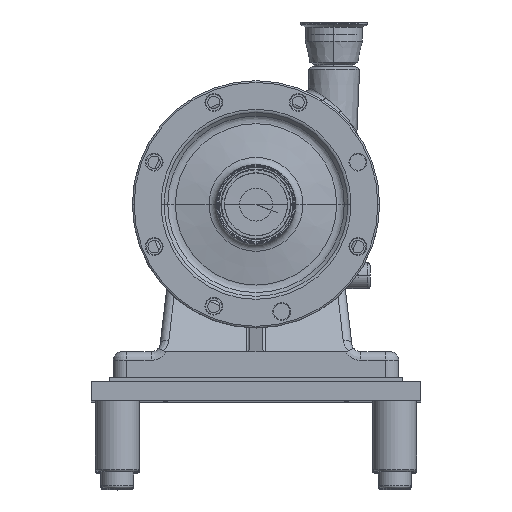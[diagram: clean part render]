
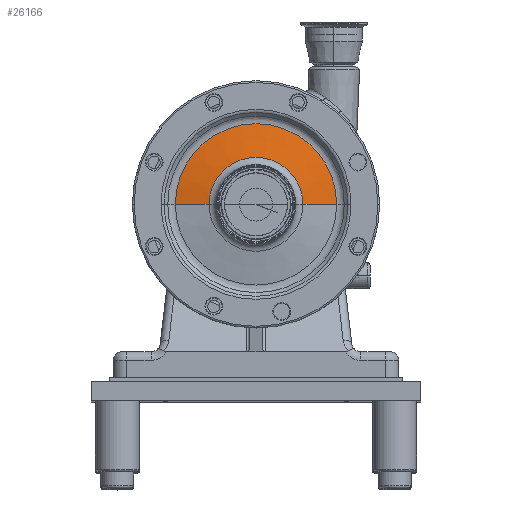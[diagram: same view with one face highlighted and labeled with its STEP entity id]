
A CAD part, top view. The second image highlights one B-rep face of the part: STEP entity #26166.
In plain terms, the highlighted conical face has half-angle 80 degrees and reference radius 93.263 mm.
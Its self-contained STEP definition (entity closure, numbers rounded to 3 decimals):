
#1549 = EDGE_CURVE ( 'NONE', #5044, #12000, #29504, .T. ) ;
#1679 = CARTESIAN_POINT ( 'NONE',  ( 0., 0., 40.789 ) ) ;
#2019 = DIRECTION ( 'NONE',  ( 0.985, 0., -0.174 ) ) ;
#3348 = DIRECTION ( 'NONE',  ( 1., 0., 0. ) ) ;
#3486 = VECTOR ( 'NONE', #2019, 1000. ) ;
#4237 = VERTEX_POINT ( 'NONE', #17125 ) ;
#4528 = AXIS2_PLACEMENT_3D ( 'NONE', #1679, #18928, #28852 ) ;
#5044 = VERTEX_POINT ( 'NONE', #8866 ) ;
#5484 = CIRCLE ( 'NONE', #23665, 93.264 ) ;
#6960 = CARTESIAN_POINT ( 'NONE',  ( 0., 0., 33.912 ) ) ;
#7844 = ORIENTED_EDGE ( 'NONE', *, *, #24845, .T. ) ;
#8342 = VERTEX_POINT ( 'NONE', #26745 ) ;
#8866 = CARTESIAN_POINT ( 'NONE',  ( 54.264, 0., 40.789 ) ) ;
#9300 = EDGE_CURVE ( 'NONE', #5044, #4237, #18580, .T. ) ;
#9542 = DIRECTION ( 'NONE',  ( 0., 0., -1. ) ) ;
#10805 = LINE ( 'NONE', #18470, #24152 ) ;
#12000 = VERTEX_POINT ( 'NONE', #27324 ) ;
#16037 = CARTESIAN_POINT ( 'NONE',  ( 0., 0., 33.912 ) ) ;
#17125 = CARTESIAN_POINT ( 'NONE',  ( -54.264, 0., 40.789 ) ) ;
#17915 = AXIS2_PLACEMENT_3D ( 'NONE', #6960, #9542, #19465 ) ;
#18470 = CARTESIAN_POINT ( 'NONE',  ( -93.264, 0., 33.912 ) ) ;
#18580 = CIRCLE ( 'NONE', #4528, 54.264 ) ;
#18928 = DIRECTION ( 'NONE',  ( 0., 0., 1. ) ) ;
#19465 = DIRECTION ( 'NONE',  ( -1., 0., 0. ) ) ;
#21043 = CONICAL_SURFACE ( 'NONE', #17915, 93.264, 1.396 ) ;
#21811 = ORIENTED_EDGE ( 'NONE', *, *, #1549, .T. ) ;
#22315 = ORIENTED_EDGE ( 'NONE', *, *, #9300, .F. ) ;
#23665 = AXIS2_PLACEMENT_3D ( 'NONE', #16037, #28081, #3348 ) ;
#24152 = VECTOR ( 'NONE', #30666, 1000. ) ;
#24527 = EDGE_LOOP ( 'NONE', ( #22315, #21811, #7844, #30053 ) ) ;
#24779 = EDGE_CURVE ( 'NONE', #4237, #8342, #10805, .T. ) ;
#24845 = EDGE_CURVE ( 'NONE', #12000, #8342, #5484, .T. ) ;
#26166 = ADVANCED_FACE ( 'NONE', ( #29243 ), #21043, .T. ) ;
#26745 = CARTESIAN_POINT ( 'NONE',  ( -93.264, 0., 33.912 ) ) ;
#27324 = CARTESIAN_POINT ( 'NONE',  ( 93.264, 0., 33.912 ) ) ;
#28081 = DIRECTION ( 'NONE',  ( 0., 0., 1. ) ) ;
#28852 = DIRECTION ( 'NONE',  ( 1., 0., 0. ) ) ;
#29243 = FACE_OUTER_BOUND ( 'NONE', #24527, .T. ) ;
#29504 = LINE ( 'NONE', #31620, #3486 ) ;
#30053 = ORIENTED_EDGE ( 'NONE', *, *, #24779, .F. ) ;
#30666 = DIRECTION ( 'NONE',  ( -0.985, 0., -0.174 ) ) ;
#31620 = CARTESIAN_POINT ( 'NONE',  ( 93.264, 0., 33.912 ) ) ;
